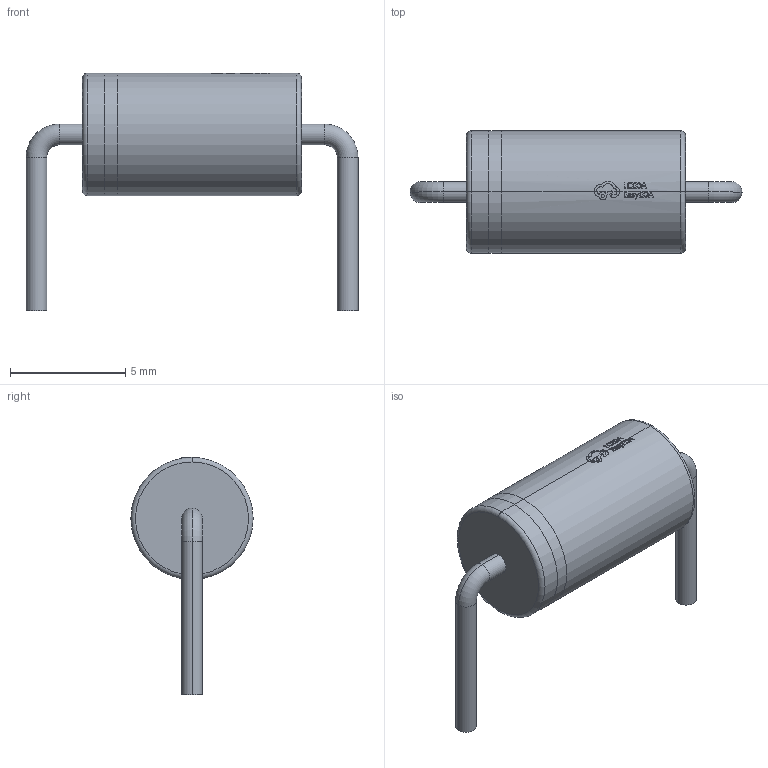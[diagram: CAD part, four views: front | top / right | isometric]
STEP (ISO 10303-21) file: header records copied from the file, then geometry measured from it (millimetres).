
FILE_DESCRIPTION (( 'STEP AP214' ), '1' );
FILE_NAME ('DO-201AD_BD5.3-L9.5-P13.50-D1.4-RD.STEP', '2023-04-10T11:50:40', ( '' ), ( '' ), 'SwSTEP 2.0', 'SolidWorks 2020', '' );
FILE_SCHEMA (( 'AUTOMOTIVE_DESIGN' ));
Length unit declared in the file: millimetre
Products named in the file (1): DO-201AD_BD5.3-L9.5-P13.50-D1.4-RD
Bounding box: 14.4 x 5.3 x 10.31 mm (x, y, z)
Volume: 221 mm3; surface area: 251.7 mm2
Topology: 1 solids, 1 shells, 260 faces, 710 edges, 468 vertices
Faces by surface type: bspline 121, plane 87, cylinder 44, torus 8
Entity records: 9478 total; most frequent: CARTESIAN_POINT 3545, ORIENTED_EDGE 1420, EDGE_CURVE 710, DIRECTION 693, VERTEX_POINT 468, B_SPLINE_CURVE_WITH_KNOTS 413, EDGE_LOOP 276, FACE_OUTER_BOUND 260
